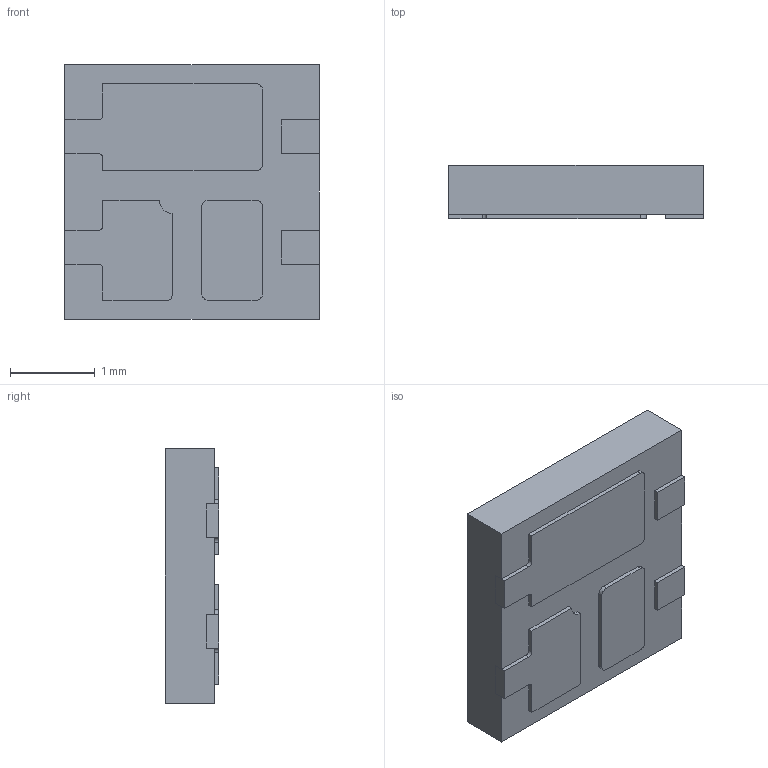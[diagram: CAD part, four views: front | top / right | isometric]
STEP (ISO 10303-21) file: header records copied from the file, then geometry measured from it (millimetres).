
FILE_DESCRIPTION (( 'STEP AP214' ), '1' );
FILE_NAME ('SBR05M60BLP-7.STEP', '2023-10-02T12:04:10', ( '' ), ( '' ), 'SwSTEP 2.0', 'SolidWorks 2021', '' );
FILE_SCHEMA (( 'AUTOMOTIVE_DESIGN' ));
Length unit declared in the file: millimetre
Products named in the file (1): SBR05M60BLP-7
Bounding box: 3 x 0.63 x 3 mm (x, y, z)
Volume: 5.4 mm3; surface area: 38.2 mm2
Topology: 7 solids, 7 shells, 104 faces, 264 edges, 176 vertices
Faces by surface type: plane 76, cylinder 28
Entity records: 3212 total; most frequent: CARTESIAN_POINT 545, DIRECTION 530, ORIENTED_EDGE 528, EDGE_CURVE 264, LINE 208, VECTOR 208, VERTEX_POINT 176, AXIS2_PLACEMENT_3D 161
